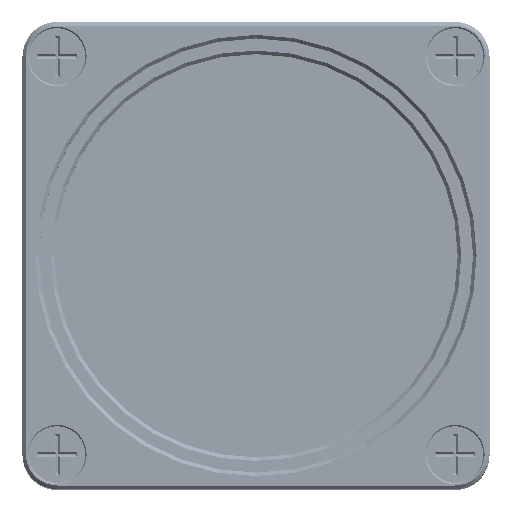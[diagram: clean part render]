
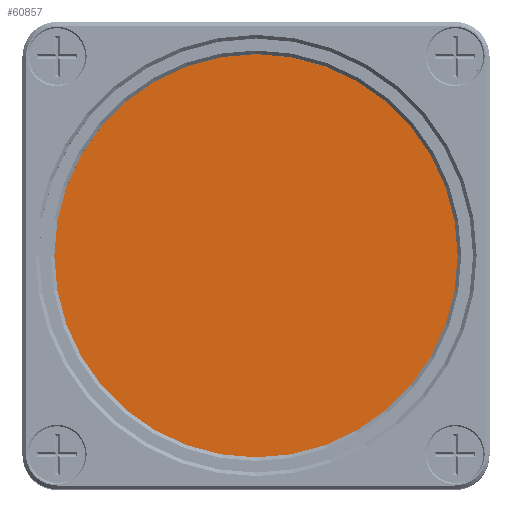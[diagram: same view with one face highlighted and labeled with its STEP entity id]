
A CAD part, top view. The second image highlights one B-rep face of the part: STEP entity #60857.
In plain terms, the highlighted planar face has unit normal (0, 0, 1).
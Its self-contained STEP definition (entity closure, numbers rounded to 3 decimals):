
#11934=PLANE('',#166880);
#19370=FACE_OUTER_BOUND('',#71482,.T.);
#60857=ADVANCED_FACE('',(#19370),#11934,.T.);
#71482=EDGE_LOOP('',(#114306));
#114306=ORIENTED_EDGE('',*,*,#150032,.T.);
#128619=VERTEX_POINT('',#252742);
#150032=EDGE_CURVE('',#128619,#128619,#154446,.T.);
#154446=CIRCLE('',#166879,12.5);
#166879=AXIS2_PLACEMENT_3D('',#252741,#208571,#208572);
#166880=AXIS2_PLACEMENT_3D('',#252743,#208573,#208574);
#208571=DIRECTION('',(0.,0.,1.));
#208572=DIRECTION('',(1.,0.,0.));
#208573=DIRECTION('',(0.,0.,1.));
#208574=DIRECTION('',(1.,0.,0.));
#252741=CARTESIAN_POINT('',(0.,0.,1.1));
#252742=CARTESIAN_POINT('',(12.5,0.,1.1));
#252743=CARTESIAN_POINT('',(0.,0.,1.1));
